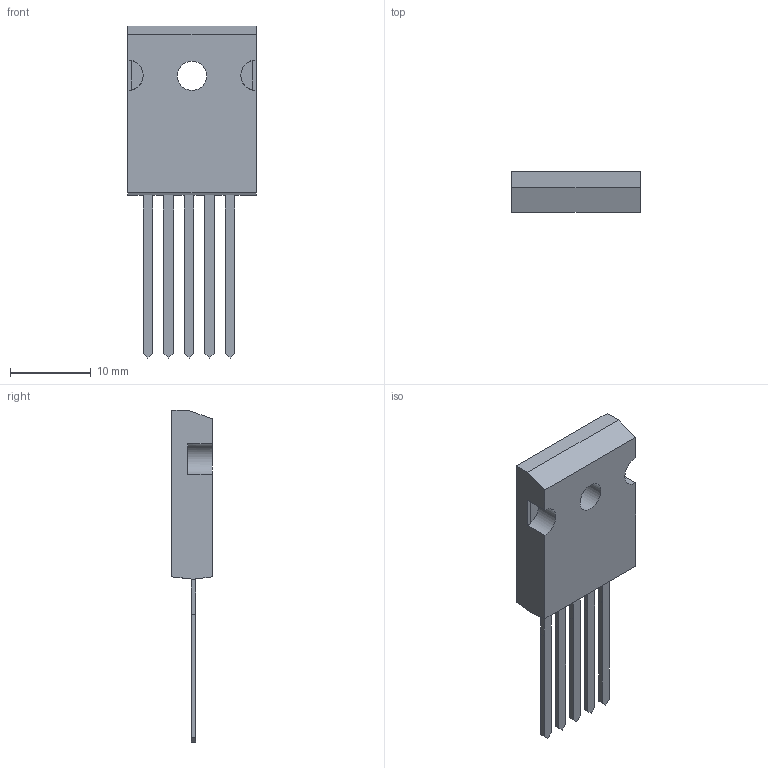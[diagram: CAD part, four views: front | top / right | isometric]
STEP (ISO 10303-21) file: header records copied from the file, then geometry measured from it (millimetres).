
FILE_DESCRIPTION(('FreeCAD Model'),'2;1');
FILE_NAME('TO-247-5_Vertical.step','2018-04-07T22:04:36',('kicad StepUp'),( 'ksu MCAD'),'Open CASCADE STEP processor 6.8','FreeCAD','Unknown');
FILE_SCHEMA(('AUTOMOTIVE_DESIGN_CC2 { 1 2 10303 214 -1 1 5 4 }'));
Length unit declared in the file: millimetre
Products named in the file (1): TO-247-5_Vertical
Bounding box: 15.9 x 5.03 x 41.1 mm (x, y, z)
Volume: 1618.8 mm3; surface area: 1420.4 mm2
Topology: 1 solids, 1 shells, 84 faces, 237 edges, 158 vertices
Faces by surface type: plane 79, cylinder 5
Full cylindrical faces by diameter (mm): 3.61 x1, 7.19 x1, 7.4 x1
Entity records: 1979 total; most frequent: ORIENTED_EDGE 376, CARTESIAN_POINT 256, EDGE_CURVE 237, LINE 216, VERTEX_POINT 158, DIRECTION 115, AXIS2_PLACEMENT_3D 94, FACE_BOUND 89
